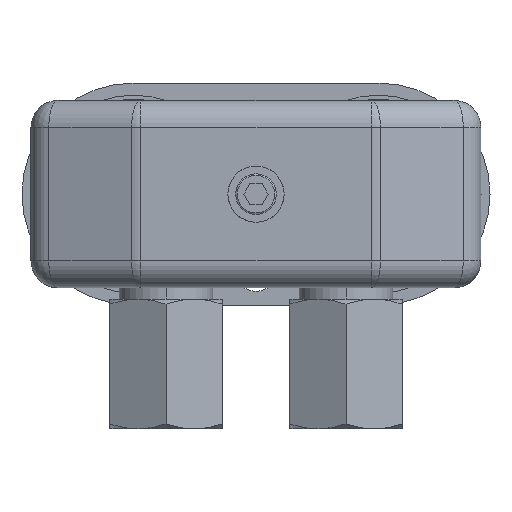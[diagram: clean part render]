
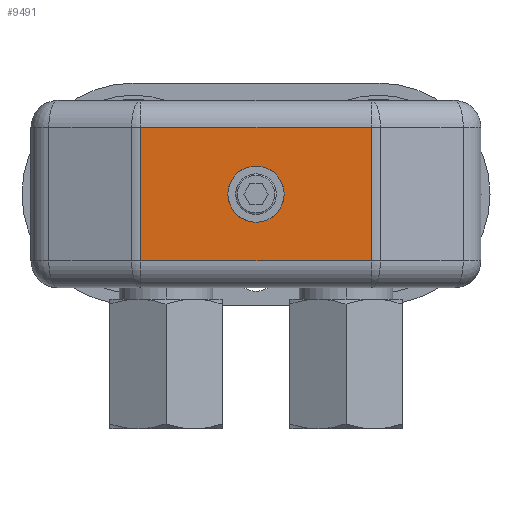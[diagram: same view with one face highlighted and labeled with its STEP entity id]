
A CAD part, front view. The second image highlights one B-rep face of the part: STEP entity #9491.
In plain terms, the highlighted planar face has unit normal (0, -1, 0).
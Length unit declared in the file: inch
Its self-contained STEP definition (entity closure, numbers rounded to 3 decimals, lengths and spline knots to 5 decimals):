
#1682=DIRECTION('',(-1.,0.,0.));
#1683=VECTOR('',#1682,1.53531);
#1684=CARTESIAN_POINT('',(2.26765,0.,-1.07));
#1685=LINE('',#1684,#1683);
#1686=DIRECTION('',(0.,0.,-1.));
#1687=VECTOR('',#1686,0.89);
#1688=CARTESIAN_POINT('',(0.73235,0.,-0.18));
#1689=LINE('',#1688,#1687);
#1690=DIRECTION('',(1.,0.,0.));
#1691=VECTOR('',#1690,1.53531);
#1692=CARTESIAN_POINT('',(0.73235,0.,-0.18));
#1693=LINE('',#1692,#1691);
#1694=DIRECTION('',(0.,0.,1.));
#1695=VECTOR('',#1694,0.89);
#1696=CARTESIAN_POINT('',(2.26765,0.,-1.07));
#1697=LINE('',#1696,#1695);
#1698=CARTESIAN_POINT('',(1.5,0.,-0.625));
#1699=DIRECTION('',(0.,1.,0.));
#1700=DIRECTION('',(-1.,0.,0.));
#1701=AXIS2_PLACEMENT_3D('',#1698,#1699,#1700);
#1703=CARTESIAN_POINT('',(1.5,0.,-0.625));
#1704=DIRECTION('',(0.,1.,0.));
#1705=DIRECTION('',(1.,0.,0.));
#1706=AXIS2_PLACEMENT_3D('',#1703,#1704,#1705);
#6850=CARTESIAN_POINT('',(1.3125,0.,-0.625));
#6851=CARTESIAN_POINT('',(1.6875,0.,-0.625));
#6852=VERTEX_POINT('',#6850);
#6853=VERTEX_POINT('',#6851);
#6902=CARTESIAN_POINT('',(0.73235,0.,-0.18));
#6903=VERTEX_POINT('',#6902);
#6906=CARTESIAN_POINT('',(2.26765,0.,-0.18));
#6907=VERTEX_POINT('',#6906);
#6976=CARTESIAN_POINT('',(0.73235,0.,-1.07));
#6977=VERTEX_POINT('',#6976);
#6980=CARTESIAN_POINT('',(2.26765,0.,-1.07));
#6981=VERTEX_POINT('',#6980);
#9471=CARTESIAN_POINT('',(0.,0.,0.));
#9472=DIRECTION('',(0.,-1.,0.));
#9473=DIRECTION('',(0.,0.,-1.));
#9474=AXIS2_PLACEMENT_3D('',#9471,#9472,#9473);
#9475=PLANE('',#9474);
#9477=ORIENTED_EDGE('',*,*,#9476,.T.);
#9479=ORIENTED_EDGE('',*,*,#9478,.F.);
#9481=ORIENTED_EDGE('',*,*,#9480,.T.);
#9482=ORIENTED_EDGE('',*,*,#9463,.F.);
#9483=EDGE_LOOP('',(#9477,#9479,#9481,#9482));
#9484=FACE_OUTER_BOUND('',#9483,.F.);
#9486=ORIENTED_EDGE('',*,*,#9485,.F.);
#9488=ORIENTED_EDGE('',*,*,#9487,.F.);
#9489=EDGE_LOOP('',(#9486,#9488));
#9490=FACE_BOUND('',#9489,.F.);
#9491=ADVANCED_FACE('',(#9484,#9490),#9475,.T.);
#1702=CIRCLE('',#1701,0.1875);
#1707=CIRCLE('',#1706,0.1875);
#9463=EDGE_CURVE('',#6981,#6907,#1697,.T.);
#9476=EDGE_CURVE('',#6981,#6977,#1685,.T.);
#9478=EDGE_CURVE('',#6903,#6977,#1689,.T.);
#9480=EDGE_CURVE('',#6903,#6907,#1693,.T.);
#9485=EDGE_CURVE('',#6852,#6853,#1702,.T.);
#9487=EDGE_CURVE('',#6853,#6852,#1707,.T.);
